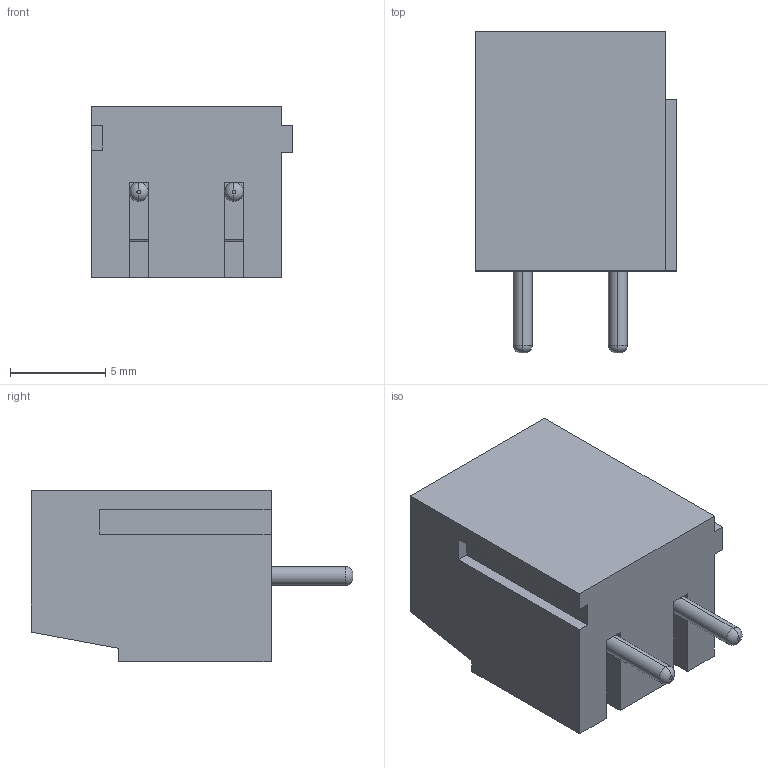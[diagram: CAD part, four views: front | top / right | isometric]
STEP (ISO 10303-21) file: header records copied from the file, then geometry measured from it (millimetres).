
FILE_DESCRIPTION (( 'STEP AP214' ), '1' );
FILE_NAME ('Screw Terminal Block 5mm.STEP', '2017-11-28T01:53:53', ( '' ), ( '' ), 'SwSTEP 2.0', 'SolidWorks 2016', '' );
FILE_SCHEMA (( 'AUTOMOTIVE_DESIGN' ));
Length unit declared in the file: millimetre
Products named in the file (1): Screw Terminal Block 5mm
Bounding box: 10.6 x 16.9 x 9 mm (x, y, z)
Volume: 823.3 mm3; surface area: 1079.8 mm2
Topology: 1 solids, 1 shells, 132 faces, 324 edges, 200 vertices
Faces by surface type: plane 102, cylinder 18, torus 4, sphere 4, cone 4
Entity records: 4790 total; most frequent: CARTESIAN_POINT 681, DIRECTION 662, ORIENTED_EDGE 648, EDGE_CURVE 324, VECTOR 236, LINE 236, AXIS2_PLACEMENT_3D 213, VERTEX_POINT 200
